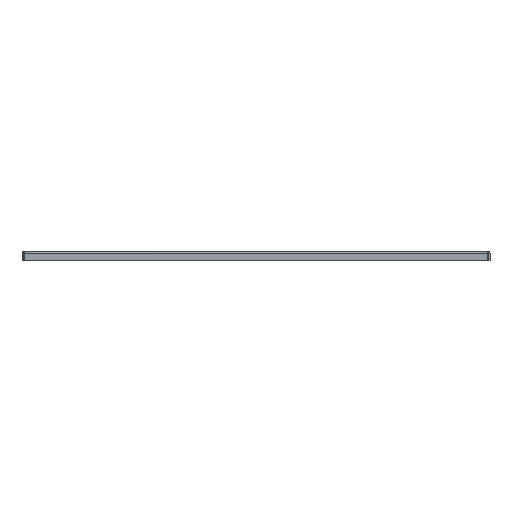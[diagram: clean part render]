
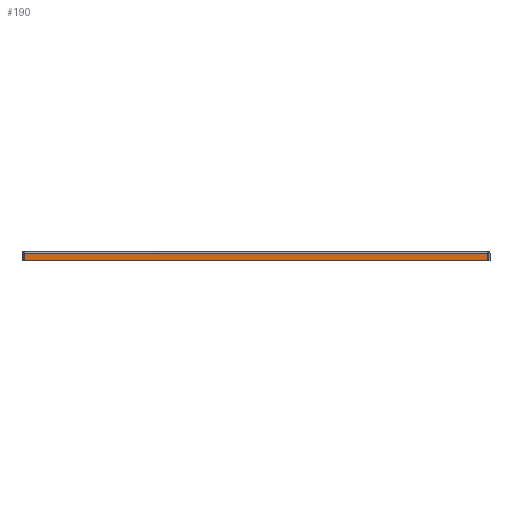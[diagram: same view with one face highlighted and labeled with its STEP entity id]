
A CAD part, left-side view. The second image highlights one B-rep face of the part: STEP entity #190.
In plain terms, the highlighted planar face has unit normal (-1, 0, 0).
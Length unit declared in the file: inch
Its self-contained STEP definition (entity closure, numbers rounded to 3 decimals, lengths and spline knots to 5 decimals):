
#38 = ORIENTED_EDGE ( 'NONE', *, *, #3837, .F. ) ;
#52 = CARTESIAN_POINT ( 'NONE',  ( 0., 13., -0.426 ) ) ;
#190 = ADVANCED_FACE ( 'NONE', ( #4016 ), #3901, .T. ) ;
#377 = VECTOR ( 'NONE', #1878, 39.37008 ) ;
#515 = DIRECTION ( 'NONE',  ( 0., -1., 0. ) ) ;
#552 = VERTEX_POINT ( 'NONE', #3407 ) ;
#697 = DIRECTION ( 'NONE',  ( 0., 0., 1. ) ) ;
#873 = CARTESIAN_POINT ( 'NONE',  ( 0., 13., -0.03125 ) ) ;
#1003 = ORIENTED_EDGE ( 'NONE', *, *, #5737, .T. ) ;
#1586 = VERTEX_POINT ( 'NONE', #5030 ) ;
#1691 = VERTEX_POINT ( 'NONE', #5606 ) ;
#1710 = DIRECTION ( 'NONE',  ( 0., -1., 0. ) ) ;
#1850 = LINE ( 'NONE', #5068, #377 ) ;
#1878 = DIRECTION ( 'NONE',  ( 0., 0., -1. ) ) ;
#1965 = VECTOR ( 'NONE', #697, 39.37008 ) ;
#2155 = LINE ( 'NONE', #3522, #1965 ) ;
#2213 = VECTOR ( 'NONE', #515, 39.37008 ) ;
#2272 = DIRECTION ( 'NONE',  ( 0., -1., 0. ) ) ;
#2399 = LINE ( 'NONE', #52, #2213 ) ;
#2694 = VECTOR ( 'NONE', #2272, 39.37008 ) ;
#2764 = LINE ( 'NONE', #873, #2694 ) ;
#3301 = VERTEX_POINT ( 'NONE', #5514 ) ;
#3407 = CARTESIAN_POINT ( 'NONE',  ( 0., 25.87367, -0.03125 ) ) ;
#3522 = CARTESIAN_POINT ( 'NONE',  ( 0., 0.12633, -0.17829 ) ) ;
#3541 = EDGE_CURVE ( 'NONE', #3301, #1691, #2155, .T. ) ;
#3837 = EDGE_CURVE ( 'NONE', #552, #1691, #2764, .T. ) ;
#3901 = PLANE ( 'NONE',  #4009 ) ;
#4009 = AXIS2_PLACEMENT_3D ( 'NONE', #5882, #4966, #1710 ) ;
#4016 = FACE_OUTER_BOUND ( 'NONE', #5190, .T. ) ;
#4058 = ORIENTED_EDGE ( 'NONE', *, *, #3541, .T. ) ;
#4245 = EDGE_CURVE ( 'NONE', #1586, #3301, #2399, .T. ) ;
#4966 = DIRECTION ( 'NONE',  ( -1., 0., 0. ) ) ;
#5030 = CARTESIAN_POINT ( 'NONE',  ( 0., 25.87367, -0.426 ) ) ;
#5068 = CARTESIAN_POINT ( 'NONE',  ( 0., 25.87367, -0.17829 ) ) ;
#5190 = EDGE_LOOP ( 'NONE', ( #5213, #4058, #38, #1003 ) ) ;
#5213 = ORIENTED_EDGE ( 'NONE', *, *, #4245, .T. ) ;
#5514 = CARTESIAN_POINT ( 'NONE',  ( 0., 0.12633, -0.426 ) ) ;
#5606 = CARTESIAN_POINT ( 'NONE',  ( 0., 0.12633, -0.03125 ) ) ;
#5737 = EDGE_CURVE ( 'NONE', #552, #1586, #1850, .T. ) ;
#5882 = CARTESIAN_POINT ( 'NONE',  ( 0., 13., -0.17829 ) ) ;
